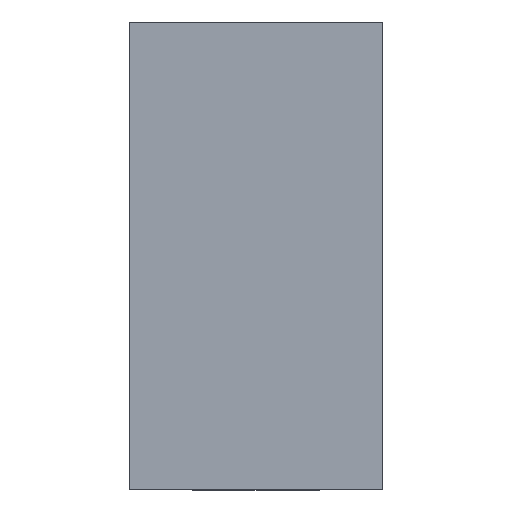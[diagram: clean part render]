
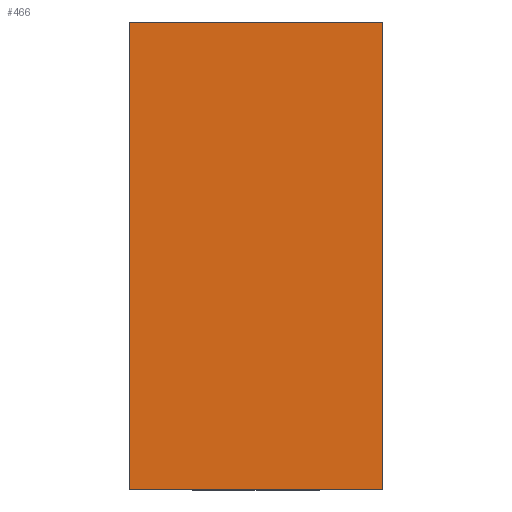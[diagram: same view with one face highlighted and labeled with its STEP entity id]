
A CAD part, top view. The second image highlights one B-rep face of the part: STEP entity #466.
In plain terms, the highlighted planar face has unit normal (0, 0, 1).
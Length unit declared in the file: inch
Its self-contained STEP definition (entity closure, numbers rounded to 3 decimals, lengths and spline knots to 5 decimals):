
#406=CARTESIAN_POINT('',(13.48151,10.87485,-0.25));
#407=VERTEX_POINT('',#406);
#414=CARTESIAN_POINT('',(13.48151,4.87485,-0.25));
#415=VERTEX_POINT('',#414);
#416=CARTESIAN_POINT('',(13.48151,7.87485,-0.25));
#417=DIRECTION('',(0.,1.,0.));
#418=VECTOR('',#417,1.);
#419=LINE('',#416,#418);
#420=EDGE_CURVE('',#415,#407,#419,.T.);
#436=ORIENTED_EDGE('',*,*,#420,.T.);
#437=CARTESIAN_POINT('',(10.23151,10.87485,-0.25));
#438=VERTEX_POINT('',#437);
#439=CARTESIAN_POINT('',(13.48151,10.87485,-0.25));
#440=DIRECTION('',(-1.,0.,0.));
#441=VECTOR('',#440,1.);
#442=LINE('',#439,#441);
#443=EDGE_CURVE('',#407,#438,#442,.T.);
#444=ORIENTED_EDGE('',*,*,#443,.T.);
#445=CARTESIAN_POINT('',(10.23151,4.87485,-0.25));
#446=VERTEX_POINT('',#445);
#447=CARTESIAN_POINT('',(10.23151,7.87485,-0.25));
#448=DIRECTION('',(0.,-1.,0.));
#449=VECTOR('',#448,1.);
#450=LINE('',#447,#449);
#451=EDGE_CURVE('',#438,#446,#450,.T.);
#452=ORIENTED_EDGE('',*,*,#451,.T.);
#453=CARTESIAN_POINT('',(13.48151,4.87485,-0.25));
#454=DIRECTION('',(1.,0.,0.));
#455=VECTOR('',#454,1.);
#456=LINE('',#453,#455);
#457=EDGE_CURVE('',#446,#415,#456,.T.);
#458=ORIENTED_EDGE('',*,*,#457,.T.);
#459=EDGE_LOOP('',(#436,#444,#452,#458));
#460=FACE_OUTER_BOUND('',#459,.T.);
#461=CARTESIAN_POINT('',(11.85651,7.87485,-0.25));
#462=DIRECTION('',(0.,0.,1.));
#463=DIRECTION('',(1.,0.,0.));
#464=AXIS2_PLACEMENT_3D('',#461,#462,#463);
#465=PLANE('',#464);
#466=ADVANCED_FACE('',(#460),#465,.T.);
